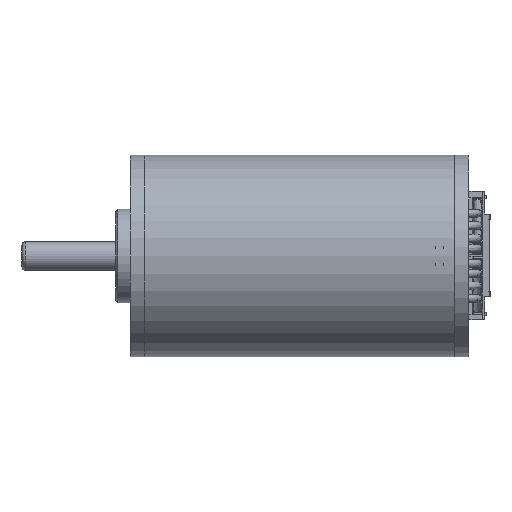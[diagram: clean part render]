
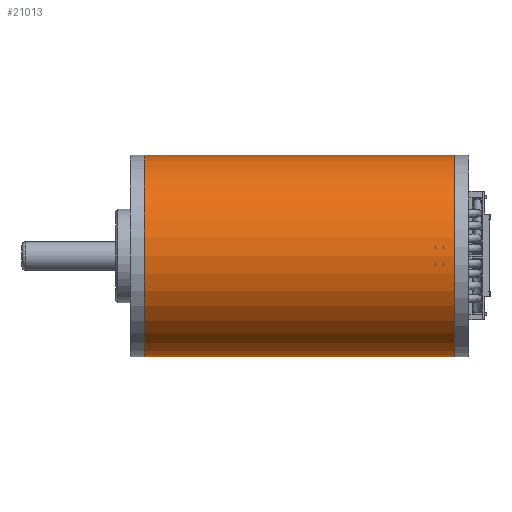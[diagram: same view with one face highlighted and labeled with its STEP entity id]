
A CAD part, left-side view. The second image highlights one B-rep face of the part: STEP entity #21013.
In plain terms, the highlighted cylindrical face has radius 14 mm (diameter 28 mm), a full revolution.
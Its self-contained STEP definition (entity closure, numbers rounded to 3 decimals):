
#2250 = AXIS2_PLACEMENT_3D ( 'NONE', #7823, #27069, #10681 ) ;
#2849 = EDGE_CURVE ( 'NONE', #21766, #21766, #19783, .T. ) ;
#3516 = FACE_OUTER_BOUND ( 'NONE', #4008, .T. ) ;
#4008 = EDGE_LOOP ( 'NONE', ( #15854 ) ) ;
#4256 = AXIS2_PLACEMENT_3D ( 'NONE', #9861, #18304, #24953 ) ;
#7805 = ORIENTED_EDGE ( 'NONE', *, *, #8978, .F. ) ;
#7823 = CARTESIAN_POINT ( 'NONE',  ( 0., 0., 0. ) ) ;
#7859 = AXIS2_PLACEMENT_3D ( 'NONE', #13841, #14129, #16052 ) ;
#8031 = VERTEX_POINT ( 'NONE', #9718 ) ;
#8978 = EDGE_CURVE ( 'NONE', #8031, #8031, #16285, .T. ) ;
#9718 = CARTESIAN_POINT ( 'NONE',  ( 0., 0., -14. ) ) ;
#9861 = CARTESIAN_POINT ( 'NONE',  ( 0., 0., 0. ) ) ;
#10681 = DIRECTION ( 'NONE',  ( 0., 0., -1. ) ) ;
#13461 = CARTESIAN_POINT ( 'NONE',  ( 0., 43., -14. ) ) ;
#13841 = CARTESIAN_POINT ( 'NONE',  ( 0., 43., 0. ) ) ;
#14129 = DIRECTION ( 'NONE',  ( 0., -1., 0. ) ) ;
#15854 = ORIENTED_EDGE ( 'NONE', *, *, #2849, .T. ) ;
#16052 = DIRECTION ( 'NONE',  ( 0., 0., -1. ) ) ;
#16159 = CYLINDRICAL_SURFACE ( 'NONE', #2250, 14. ) ;
#16285 = CIRCLE ( 'NONE', #4256, 14. ) ;
#18304 = DIRECTION ( 'NONE',  ( 0., -1., 0. ) ) ;
#18358 = FACE_OUTER_BOUND ( 'NONE', #19712, .T. ) ;
#19712 = EDGE_LOOP ( 'NONE', ( #7805 ) ) ;
#19783 = CIRCLE ( 'NONE', #7859, 14. ) ;
#21013 = ADVANCED_FACE ( 'NONE', ( #3516, #18358 ), #16159, .T. ) ;
#21766 = VERTEX_POINT ( 'NONE', #13461 ) ;
#24953 = DIRECTION ( 'NONE',  ( 0., 0., -1. ) ) ;
#27069 = DIRECTION ( 'NONE',  ( 0., -1., 0. ) ) ;
